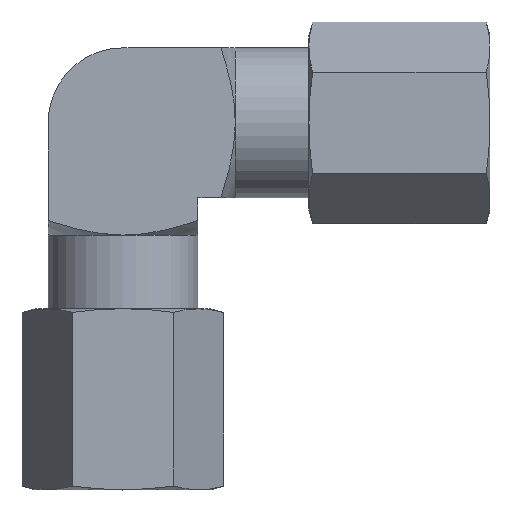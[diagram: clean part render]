
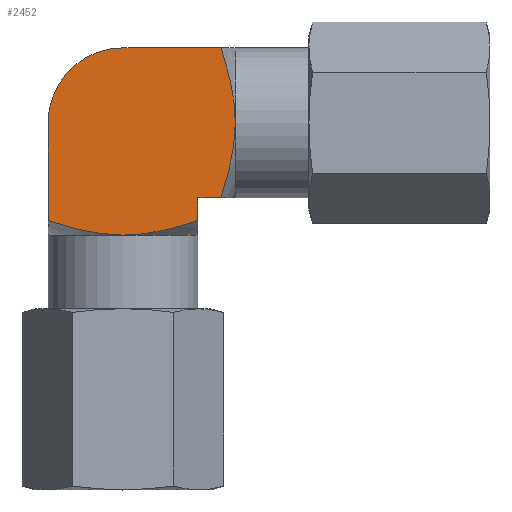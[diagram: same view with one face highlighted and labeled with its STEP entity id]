
A CAD part, top view. The second image highlights one B-rep face of the part: STEP entity #2452.
In plain terms, the highlighted planar face has unit normal (0, 0, 1).
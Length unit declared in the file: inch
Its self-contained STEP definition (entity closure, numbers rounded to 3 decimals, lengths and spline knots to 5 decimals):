
#547=DIRECTION('',(0.,-1.,0.));
#548=VECTOR('',#547,0.3087);
#549=CARTESIAN_POINT('',(-0.23622,0.,0.23622));
#550=LINE('',#549,#548);
#551=CARTESIAN_POINT('',(0.,0.,0.23622));
#552=DIRECTION('',(0.,0.,1.));
#553=DIRECTION('',(0.,1.,0.));
#554=AXIS2_PLACEMENT_3D('',#551,#552,#553);
#556=DIRECTION('',(-1.,0.,0.));
#557=VECTOR('',#556,0.3087);
#558=CARTESIAN_POINT('',(0.3087,0.23622,
0.23622));
#559=LINE('',#558,#557);
#560=DIRECTION('',(1.,0.,0.));
#561=VECTOR('',#560,0.07248);
#562=CARTESIAN_POINT('',(0.23622,-0.23622,
0.23622));
#563=LINE('',#562,#561);
#564=DIRECTION('',(0.,1.,0.));
#565=VECTOR('',#564,0.07248);
#566=CARTESIAN_POINT('',(0.23622,-0.3087,
0.23622));
#567=LINE('',#566,#565);
#568=CARTESIAN_POINT('',(-0.23622,-0.3087,
0.23622));
#581=CARTESIAN_POINT('',(0.,-0.35433,0.23622));
#582=CARTESIAN_POINT('',(-0.00837,-0.35433,
0.23622));
#583=CARTESIAN_POINT('',(-0.02507,-0.35391,
0.23622));
#584=CARTESIAN_POINT('',(-0.04999,-0.35208,
0.23622));
#585=CARTESIAN_POINT('',(-0.07475,-0.34912,
0.23622));
#586=CARTESIAN_POINT('',(-0.09945,-0.34513,
0.23622));
#587=CARTESIAN_POINT('',(-0.12432,-0.34015,
0.23622));
#588=CARTESIAN_POINT('',(-0.14978,-0.33419,
0.23622));
#589=CARTESIAN_POINT('',(-0.17634,-0.32715,
0.23622));
#590=CARTESIAN_POINT('',(-0.20462,-0.31888,
0.23622));
#591=CARTESIAN_POINT('',(-0.22541,-0.31227,
0.23622));
#592=CARTESIAN_POINT('',(-0.23622,-0.3087,
0.23622));
#1480=CARTESIAN_POINT('',(0.35433,0.,0.23622));
#1481=CARTESIAN_POINT('',(0.35433,-0.00837,
0.23622));
#1482=CARTESIAN_POINT('',(0.35391,-0.02507,
0.23622));
#1483=CARTESIAN_POINT('',(0.35208,-0.04999,
0.23622));
#1484=CARTESIAN_POINT('',(0.34912,-0.07475,
0.23622));
#1485=CARTESIAN_POINT('',(0.34513,-0.09945,
0.23622));
#1486=CARTESIAN_POINT('',(0.34015,-0.12432,
0.23622));
#1487=CARTESIAN_POINT('',(0.33419,-0.14978,
0.23622));
#1488=CARTESIAN_POINT('',(0.32715,-0.17634,
0.23622));
#1489=CARTESIAN_POINT('',(0.31888,-0.20462,
0.23622));
#1490=CARTESIAN_POINT('',(0.31227,-0.22541,
0.23622));
#1491=CARTESIAN_POINT('',(0.3087,-0.23622,
0.23622));
#1546=CARTESIAN_POINT('',(0.23622,-0.3087,
0.23622));
#1547=CARTESIAN_POINT('',(0.22523,-0.31233,
0.23622));
#1548=CARTESIAN_POINT('',(0.20414,-0.31902,0.23622));
#1549=CARTESIAN_POINT('',(0.17568,-0.32733,
0.23622));
#1550=CARTESIAN_POINT('',(0.14901,-0.33438,
0.23622));
#1551=CARTESIAN_POINT('',(0.12355,-0.34032,
0.23622));
#1552=CARTESIAN_POINT('',(0.09874,-0.34525,
0.23622));
#1553=CARTESIAN_POINT('',(0.07418,-0.3492,
0.23622));
#1554=CARTESIAN_POINT('',(0.04959,-0.35212,
0.23622));
#1555=CARTESIAN_POINT('',(0.02485,-0.35392,
0.23622));
#1556=CARTESIAN_POINT('',(0.0083,-0.35433,
0.23622));
#1557=CARTESIAN_POINT('',(0.,-0.35433,0.23622));
#1595=CARTESIAN_POINT('',(0.3087,0.23622,
0.23622));
#1596=CARTESIAN_POINT('',(0.31233,0.22523,
0.23622));
#1597=CARTESIAN_POINT('',(0.31902,0.20414,0.23622));
#1598=CARTESIAN_POINT('',(0.32733,0.17568,
0.23622));
#1599=CARTESIAN_POINT('',(0.33438,0.14901,
0.23622));
#1600=CARTESIAN_POINT('',(0.34032,0.12355,
0.23622));
#1601=CARTESIAN_POINT('',(0.34525,0.09874,
0.23622));
#1602=CARTESIAN_POINT('',(0.3492,0.07418,
0.23622));
#1603=CARTESIAN_POINT('',(0.35212,0.04959,
0.23622));
#1604=CARTESIAN_POINT('',(0.35392,0.02485,
0.23622));
#1605=CARTESIAN_POINT('',(0.35433,0.0083,
0.23622));
#1606=CARTESIAN_POINT('',(0.35433,0.,0.23622));
#1636=VERTEX_POINT('',#568);
#1637=VERTEX_POINT('',#581);
#1638=VERTEX_POINT('',#1546);
#1639=CARTESIAN_POINT('',(-0.23622,0.,0.23622));
#1640=VERTEX_POINT('',#1639);
#1643=CARTESIAN_POINT('',(0.23622,-0.23622,
0.23622));
#1644=VERTEX_POINT('',#1643);
#1645=CARTESIAN_POINT('',(0.3087,-0.23622,
0.23622));
#1646=VERTEX_POINT('',#1645);
#1647=VERTEX_POINT('',#1480);
#1648=VERTEX_POINT('',#1595);
#1649=CARTESIAN_POINT('',(0.,0.23622,0.23622));
#1650=VERTEX_POINT('',#1649);
#2429=CARTESIAN_POINT('',(0.04534,0.04534,
0.23622));
#2430=DIRECTION('',(0.,0.,1.));
#2431=DIRECTION('',(1.,0.,0.));
#2432=AXIS2_PLACEMENT_3D('',#2429,#2430,#2431);
#2433=PLANE('',#2432);
#2435=ORIENTED_EDGE('',*,*,#2434,.T.);
#2436=ORIENTED_EDGE('',*,*,#2394,.F.);
#2437=ORIENTED_EDGE('',*,*,#2413,.F.);
#2439=ORIENTED_EDGE('',*,*,#2438,.F.);
#2441=ORIENTED_EDGE('',*,*,#2440,.T.);
#2443=ORIENTED_EDGE('',*,*,#2442,.T.);
#2445=ORIENTED_EDGE('',*,*,#2444,.F.);
#2447=ORIENTED_EDGE('',*,*,#2446,.F.);
#2449=ORIENTED_EDGE('',*,*,#2448,.T.);
#2450=EDGE_LOOP('',(#2435,#2436,#2437,#2439,#2441,#2443,#2445,#2447,#2449));
#2451=FACE_OUTER_BOUND('',#2450,.F.);
#2452=ADVANCED_FACE('',(#2451),#2433,.T.);
#555=CIRCLE('',#554,0.23622);
#593=B_SPLINE_CURVE_WITH_KNOTS('',3,(#581,#582,#583,#584,#585,#586,#587,#588,
#589,#590,#591,#592),.UNSPECIFIED.,.F.,.F.,(4,1,1,1,1,1,1,1,1,4),(0.,
0.11111,0.22222,0.33333,0.44444,
0.55556,0.66667,0.77778,0.88889,1.),
.UNSPECIFIED.);
#1492=B_SPLINE_CURVE_WITH_KNOTS('',3,(#1480,#1481,#1482,#1483,#1484,#1485,#1486,
#1487,#1488,#1489,#1490,#1491),.UNSPECIFIED.,.F.,.F.,(4,1,1,1,1,1,1,1,1,4),
(0.,0.11111,0.22222,0.33333,0.44444,
0.55556,0.66667,0.77778,0.88889,1.),
.UNSPECIFIED.);
#1558=B_SPLINE_CURVE_WITH_KNOTS('',3,(#1546,#1547,#1548,#1549,#1550,#1551,#1552,
#1553,#1554,#1555,#1556,#1557),.UNSPECIFIED.,.F.,.F.,(4,1,1,1,1,1,1,1,1,4),
(0.,0.11111,0.22222,0.33333,0.44444,
0.55556,0.66667,0.77778,0.88889,1.),
.UNSPECIFIED.);
#1607=B_SPLINE_CURVE_WITH_KNOTS('',3,(#1595,#1596,#1597,#1598,#1599,#1600,#1601,
#1602,#1603,#1604,#1605,#1606),.UNSPECIFIED.,.F.,.F.,(4,1,1,1,1,1,1,1,1,4),
(0.,0.11111,0.22222,0.33333,0.44444,
0.55556,0.66667,0.77778,0.88889,1.),
.UNSPECIFIED.);
#2394=EDGE_CURVE('',#1640,#1636,#550,.T.);
#2413=EDGE_CURVE('',#1650,#1640,#555,.T.);
#2434=EDGE_CURVE('',#1637,#1636,#593,.T.);
#2438=EDGE_CURVE('',#1648,#1650,#559,.T.);
#2440=EDGE_CURVE('',#1648,#1647,#1607,.T.);
#2442=EDGE_CURVE('',#1647,#1646,#1492,.T.);
#2444=EDGE_CURVE('',#1644,#1646,#563,.T.);
#2446=EDGE_CURVE('',#1638,#1644,#567,.T.);
#2448=EDGE_CURVE('',#1638,#1637,#1558,.T.);
